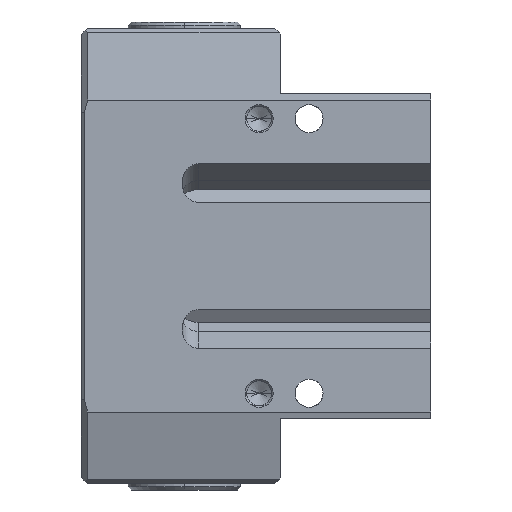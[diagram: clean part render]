
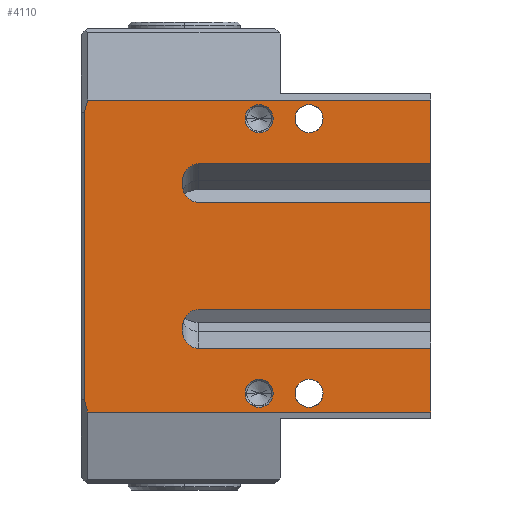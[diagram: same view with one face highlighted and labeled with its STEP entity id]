
A CAD part, left-side view. The second image highlights one B-rep face of the part: STEP entity #4110.
In plain terms, the highlighted planar face has unit normal (-1, 0, 0).
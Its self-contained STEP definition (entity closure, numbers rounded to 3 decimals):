
#169=DIRECTION('',(0.,0.,1.));
#170=VECTOR('',#169,10.211);
#171=CARTESIAN_POINT('',(-18.,-56.,-25.));
#172=LINE('',#171,#170);
#201=DIRECTION('',(0.,0.,1.));
#202=VECTOR('',#201,17.178);
#203=CARTESIAN_POINT('',(-18.,-56.,-8.589));
#204=LINE('',#203,#202);
#233=DIRECTION('',(0.,0.,1.));
#234=VECTOR('',#233,10.211);
#235=CARTESIAN_POINT('',(-18.,-56.,14.789));
#236=LINE('',#235,#234);
#1049=CARTESIAN_POINT('',(-18.,-36.5,-22.));
#1050=DIRECTION('',(1.,0.,0.));
#1051=DIRECTION('',(0.,-1.,0.));
#1052=AXIS2_PLACEMENT_3D('',#1049,#1050,#1051);
#1054=CARTESIAN_POINT('',(-18.,-36.5,-22.));
#1055=DIRECTION('',(1.,0.,0.));
#1056=DIRECTION('',(0.,1.,0.));
#1057=AXIS2_PLACEMENT_3D('',#1054,#1055,#1056);
#1059=CARTESIAN_POINT('',(-18.,-36.5,22.));
#1060=DIRECTION('',(-1.,0.,0.));
#1061=DIRECTION('',(0.,-1.,0.));
#1062=AXIS2_PLACEMENT_3D('',#1059,#1060,#1061);
#1064=CARTESIAN_POINT('',(-18.,-36.5,22.));
#1065=DIRECTION('',(-1.,0.,0.));
#1066=DIRECTION('',(0.,1.,0.));
#1067=AXIS2_PLACEMENT_3D('',#1064,#1065,#1066);
#1069=CARTESIAN_POINT('',(-18.,-28.5,22.));
#1070=DIRECTION('',(-1.,0.,0.));
#1071=DIRECTION('',(0.,1.,0.));
#1072=AXIS2_PLACEMENT_3D('',#1069,#1070,#1071);
#1074=CARTESIAN_POINT('',(-18.,-28.5,22.));
#1075=DIRECTION('',(-1.,0.,0.));
#1076=DIRECTION('',(0.,-1.,0.));
#1077=AXIS2_PLACEMENT_3D('',#1074,#1075,#1076);
#1079=CARTESIAN_POINT('',(-18.,-28.5,-22.));
#1080=DIRECTION('',(1.,0.,0.));
#1081=DIRECTION('',(0.,1.,0.));
#1082=AXIS2_PLACEMENT_3D('',#1079,#1080,#1081);
#1084=CARTESIAN_POINT('',(-18.,-28.5,-22.));
#1085=DIRECTION('',(1.,0.,0.));
#1086=DIRECTION('',(0.,-1.,0.));
#1087=AXIS2_PLACEMENT_3D('',#1084,#1085,#1086);
#1089=DIRECTION('',(0.,0.,-1.));
#1090=VECTOR('',#1089,46.136);
#1091=CARTESIAN_POINT('',(-18.,-0.5,23.068));
#1092=LINE('',#1091,#1090);
#1093=DIRECTION('',(0.,0.251,-0.968));
#1094=VECTOR('',#1093,1.996);
#1095=CARTESIAN_POINT('',(-18.,-1.,25.));
#1096=LINE('',#1095,#1094);
#1097=DIRECTION('',(0.,-1.,0.));
#1098=VECTOR('',#1097,55.);
#1099=CARTESIAN_POINT('',(-18.,-1.,25.));
#1100=LINE('',#1099,#1098);
#1101=DIRECTION('',(0.,1.,0.));
#1102=VECTOR('',#1101,37.25);
#1103=CARTESIAN_POINT('',(-18.,-56.,14.789));
#1104=LINE('',#1103,#1102);
#1105=DIRECTION('',(0.,1.,0.));
#1106=VECTOR('',#1105,37.25);
#1107=CARTESIAN_POINT('',(-18.,-56.,8.589));
#1108=LINE('',#1107,#1106);
#1109=DIRECTION('',(0.,1.,0.));
#1110=VECTOR('',#1109,37.25);
#1111=CARTESIAN_POINT('',(-18.,-56.,-8.589));
#1112=LINE('',#1111,#1110);
#1113=DIRECTION('',(0.,1.,0.));
#1114=VECTOR('',#1113,37.25);
#1115=CARTESIAN_POINT('',(-18.,-56.,-14.789));
#1116=LINE('',#1115,#1114);
#1117=DIRECTION('',(0.,-1.,0.));
#1118=VECTOR('',#1117,55.);
#1119=CARTESIAN_POINT('',(-18.,-1.,-25.));
#1120=LINE('',#1119,#1118);
#1121=DIRECTION('',(0.,-0.251,-0.968));
#1122=VECTOR('',#1121,1.996);
#1123=CARTESIAN_POINT('',(-18.,-0.5,-23.068));
#1124=LINE('',#1123,#1122);
#2158=CARTESIAN_POINT('',(-18.,-18.75,8.589));
#2159=CARTESIAN_POINT('',(-18.,-18.444,8.589));
#2160=CARTESIAN_POINT('',(-18.,-17.782,8.721));
#2161=CARTESIAN_POINT('',(-18.,-16.857,9.432));
#2162=CARTESIAN_POINT('',(-18.,-16.361,10.349));
#2163=CARTESIAN_POINT('',(-18.,-16.177,11.129));
#2164=CARTESIAN_POINT('',(-18.,-16.136,11.689));
#2165=CARTESIAN_POINT('',(-18.,-16.177,12.249));
#2166=CARTESIAN_POINT('',(-18.,-16.361,13.029));
#2167=CARTESIAN_POINT('',(-18.,-16.857,13.946));
#2168=CARTESIAN_POINT('',(-18.,-17.782,14.657));
#2169=CARTESIAN_POINT('',(-18.,-18.444,14.789));
#2170=CARTESIAN_POINT('',(-18.,-18.75,14.789));
#2232=CARTESIAN_POINT('',(-18.,-18.75,-14.789));
#2233=CARTESIAN_POINT('',(-18.,-18.444,-14.789));
#2234=CARTESIAN_POINT('',(-18.,-17.782,-14.657));
#2235=CARTESIAN_POINT('',(-18.,-16.857,-13.946));
#2236=CARTESIAN_POINT('',(-18.,-16.361,-13.029));
#2237=CARTESIAN_POINT('',(-18.,-16.177,-12.249));
#2238=CARTESIAN_POINT('',(-18.,-16.136,-11.689));
#2239=CARTESIAN_POINT('',(-18.,-16.177,-11.129));
#2240=CARTESIAN_POINT('',(-18.,-16.361,-10.349));
#2241=CARTESIAN_POINT('',(-18.,-16.857,-9.432));
#2242=CARTESIAN_POINT('',(-18.,-17.782,-8.721));
#2243=CARTESIAN_POINT('',(-18.,-18.444,-8.589));
#2244=CARTESIAN_POINT('',(-18.,-18.75,-8.589));
#2509=CARTESIAN_POINT('',(-18.,-56.,-8.589));
#2511=VERTEX_POINT('',#2509);
#2512=CARTESIAN_POINT('',(-18.,-56.,-14.789));
#2514=VERTEX_POINT('',#2512);
#2517=CARTESIAN_POINT('',(-18.,-18.75,-8.589));
#2519=VERTEX_POINT('',#2517);
#2521=CARTESIAN_POINT('',(-18.,-18.75,-14.789));
#2523=VERTEX_POINT('',#2521);
#2532=VERTEX_POINT('',#2158);
#2533=VERTEX_POINT('',#2170);
#2547=CARTESIAN_POINT('',(-18.,-56.,8.589));
#2549=VERTEX_POINT('',#2547);
#2550=CARTESIAN_POINT('',(-18.,-56.,14.789));
#2552=VERTEX_POINT('',#2550);
#2582=CARTESIAN_POINT('',(-18.,-38.75,-22.));
#2583=CARTESIAN_POINT('',(-18.,-34.25,-22.));
#2584=VERTEX_POINT('',#2582);
#2585=VERTEX_POINT('',#2583);
#2614=CARTESIAN_POINT('',(-18.,-38.75,22.));
#2616=VERTEX_POINT('',#2614);
#2618=CARTESIAN_POINT('',(-18.,-34.25,22.));
#2620=VERTEX_POINT('',#2618);
#2658=CARTESIAN_POINT('',(-18.,-26.25,22.));
#2659=VERTEX_POINT('',#2658);
#2660=CARTESIAN_POINT('',(-18.,-30.75,22.));
#2661=VERTEX_POINT('',#2660);
#2676=CARTESIAN_POINT('',(-18.,-26.25,-22.));
#2677=VERTEX_POINT('',#2676);
#2678=CARTESIAN_POINT('',(-18.,-30.75,-22.));
#2679=VERTEX_POINT('',#2678);
#2785=CARTESIAN_POINT('',(-18.,-56.,-25.));
#2787=VERTEX_POINT('',#2785);
#2789=CARTESIAN_POINT('',(-18.,-56.,25.));
#2791=VERTEX_POINT('',#2789);
#2868=CARTESIAN_POINT('',(-18.,-0.5,23.068));
#2869=CARTESIAN_POINT('',(-18.,-0.5,-23.068));
#2870=VERTEX_POINT('',#2868);
#2871=VERTEX_POINT('',#2869);
#2880=CARTESIAN_POINT('',(-18.,-1.,25.));
#2881=VERTEX_POINT('',#2880);
#2886=CARTESIAN_POINT('',(-18.,-1.,-25.));
#2887=VERTEX_POINT('',#2886);
#4057=CARTESIAN_POINT('',(-18.,0.,-36.5));
#4058=DIRECTION('',(-1.,0.,0.));
#4059=DIRECTION('',(0.,-1.,0.));
#4060=AXIS2_PLACEMENT_3D('',#4057,#4058,#4059);
#4061=PLANE('',#4060);
#4062=ORIENTED_EDGE('',*,*,#4048,.F.);
#4064=ORIENTED_EDGE('',*,*,#4063,.F.);
#4066=ORIENTED_EDGE('',*,*,#4065,.T.);
#4067=ORIENTED_EDGE('',*,*,#3065,.F.);
#4069=ORIENTED_EDGE('',*,*,#4068,.T.);
#4071=ORIENTED_EDGE('',*,*,#4070,.F.);
#4073=ORIENTED_EDGE('',*,*,#4072,.F.);
#4074=ORIENTED_EDGE('',*,*,#3049,.F.);
#4076=ORIENTED_EDGE('',*,*,#4075,.T.);
#4078=ORIENTED_EDGE('',*,*,#4077,.F.);
#4080=ORIENTED_EDGE('',*,*,#4079,.F.);
#4081=ORIENTED_EDGE('',*,*,#3033,.F.);
#4082=ORIENTED_EDGE('',*,*,#3988,.F.);
#4083=ORIENTED_EDGE('',*,*,#4038,.F.);
#4084=EDGE_LOOP('',(#4062,#4064,#4066,#4067,#4069,#4071,#4073,#4074,#4076,#4078,
#4080,#4081,#4082,#4083));
#4085=FACE_OUTER_BOUND('',#4084,.F.);
#4087=ORIENTED_EDGE('',*,*,#4086,.T.);
#4089=ORIENTED_EDGE('',*,*,#4088,.T.);
#4090=EDGE_LOOP('',(#4087,#4089));
#4091=FACE_BOUND('',#4090,.F.);
#4093=ORIENTED_EDGE('',*,*,#4092,.T.);
#4095=ORIENTED_EDGE('',*,*,#4094,.T.);
#4096=EDGE_LOOP('',(#4093,#4095));
#4097=FACE_BOUND('',#4096,.F.);
#4099=ORIENTED_EDGE('',*,*,#4098,.F.);
#4101=ORIENTED_EDGE('',*,*,#4100,.F.);
#4102=EDGE_LOOP('',(#4099,#4101));
#4103=FACE_BOUND('',#4102,.F.);
#4105=ORIENTED_EDGE('',*,*,#4104,.F.);
#4107=ORIENTED_EDGE('',*,*,#4106,.F.);
#4108=EDGE_LOOP('',(#4105,#4107));
#4109=FACE_BOUND('',#4108,.F.);
#1053=CIRCLE('',#1052,2.25);
#1058=CIRCLE('',#1057,2.25);
#1063=CIRCLE('',#1062,2.25);
#1068=CIRCLE('',#1067,2.25);
#1073=CIRCLE('',#1072,2.25);
#1078=CIRCLE('',#1077,2.25);
#1083=CIRCLE('',#1082,2.25);
#1088=CIRCLE('',#1087,2.25);
#2171=B_SPLINE_CURVE_WITH_KNOTS('',3,(#2158,#2159,#2160,#2161,#2162,#2163,#2164,
#2165,#2166,#2167,#2168,#2169,#2170),.UNSPECIFIED.,.F.,.F.,(4,1,1,1,1,1,1,1,1,1,
4),(0.,0.125,0.25,0.375,0.438,0.5,0.563,0.625,0.75,0.875,
1.),.UNSPECIFIED.);
#2245=B_SPLINE_CURVE_WITH_KNOTS('',3,(#2232,#2233,#2234,#2235,#2236,#2237,#2238,
#2239,#2240,#2241,#2242,#2243,#2244),.UNSPECIFIED.,.F.,.F.,(4,1,1,1,1,1,1,1,1,1,
4),(0.,0.125,0.25,0.375,0.438,0.5,0.563,0.625,0.75,0.875,
1.),.UNSPECIFIED.);
#3033=EDGE_CURVE('',#2787,#2514,#172,.T.);
#3049=EDGE_CURVE('',#2511,#2549,#204,.T.);
#3065=EDGE_CURVE('',#2552,#2791,#236,.T.);
#3988=EDGE_CURVE('',#2887,#2787,#1120,.T.);
#4038=EDGE_CURVE('',#2871,#2887,#1124,.T.);
#4048=EDGE_CURVE('',#2870,#2871,#1092,.T.);
#4063=EDGE_CURVE('',#2881,#2870,#1096,.T.);
#4065=EDGE_CURVE('',#2881,#2791,#1100,.T.);
#4068=EDGE_CURVE('',#2552,#2533,#1104,.T.);
#4070=EDGE_CURVE('',#2532,#2533,#2171,.T.);
#4072=EDGE_CURVE('',#2549,#2532,#1108,.T.);
#4075=EDGE_CURVE('',#2511,#2519,#1112,.T.);
#4077=EDGE_CURVE('',#2523,#2519,#2245,.T.);
#4079=EDGE_CURVE('',#2514,#2523,#1116,.T.);
#4086=EDGE_CURVE('',#2616,#2620,#1063,.T.);
#4088=EDGE_CURVE('',#2620,#2616,#1068,.T.);
#4092=EDGE_CURVE('',#2659,#2661,#1073,.T.);
#4094=EDGE_CURVE('',#2661,#2659,#1078,.T.);
#4098=EDGE_CURVE('',#2677,#2679,#1083,.T.);
#4100=EDGE_CURVE('',#2679,#2677,#1088,.T.);
#4104=EDGE_CURVE('',#2584,#2585,#1053,.T.);
#4106=EDGE_CURVE('',#2585,#2584,#1058,.T.);
#4110=ADVANCED_FACE('',(#4085,#4091,#4097,#4103,#4109),#4061,.T.);
